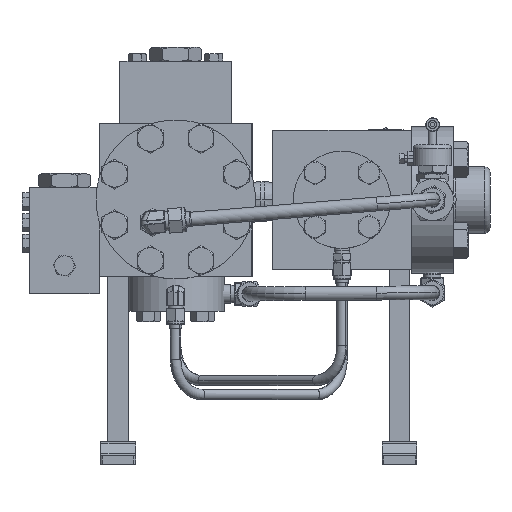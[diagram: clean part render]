
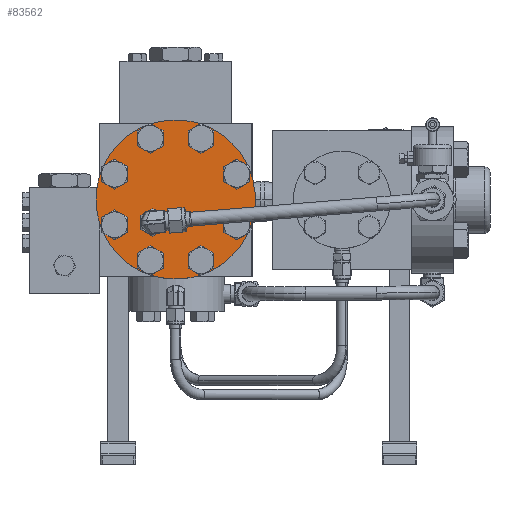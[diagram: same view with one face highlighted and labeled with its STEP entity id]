
A CAD part, top view. The second image highlights one B-rep face of the part: STEP entity #83562.
In plain terms, the highlighted planar face has unit normal (0, 0, 1).
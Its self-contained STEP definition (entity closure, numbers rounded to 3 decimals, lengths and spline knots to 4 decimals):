
#11713 = DIRECTION ( 'NONE',  ( 0., 0., -1. ) ) ;
#12673 = DIRECTION ( 'NONE',  ( 0.707, 0.707, 0. ) ) ;
#14334 = PLANE ( 'NONE',  #69554 ) ;
#21893 = DIRECTION ( 'NONE',  ( -0.707, -0.707, 0. ) ) ;
#27480 = AXIS2_PLACEMENT_3D ( 'NONE', #94464, #11713, #79313 ) ;
#32442 = EDGE_LOOP ( 'NONE', ( #66366, #56722 ) ) ;
#34043 = CARTESIAN_POINT ( 'NONE',  ( -5.1491, -2.0241, 10.343 ) ) ;
#46861 = VERTEX_POINT ( 'NONE', #34043 ) ;
#48532 = FACE_OUTER_BOUND ( 'NONE', #32442, .T. ) ;
#53275 = DIRECTION ( 'NONE',  ( 0., 0., 1. ) ) ;
#55825 = AXIS2_PLACEMENT_3D ( 'NONE', #58495, #57872, #12673 ) ;
#56722 = ORIENTED_EDGE ( 'NONE', *, *, #71097, .F. ) ;
#57872 = DIRECTION ( 'NONE',  ( 0., 0., -1. ) ) ;
#58495 = CARTESIAN_POINT ( 'NONE',  ( -3.125, 0., 10.343 ) ) ;
#59829 = CARTESIAN_POINT ( 'NONE',  ( -1.1009, -2.0241, 10.343 ) ) ;
#64384 = CARTESIAN_POINT ( 'NONE',  ( -1.1009, 2.0241, 10.343 ) ) ;
#66366 = ORIENTED_EDGE ( 'NONE', *, *, #77482, .F. ) ;
#69554 = AXIS2_PLACEMENT_3D ( 'NONE', #59829, #53275, #21893 ) ;
#71097 = EDGE_CURVE ( 'NONE', #46861, #92554, #86253, .T. ) ;
#76295 = CIRCLE ( 'NONE', #55825, 2.8625 ) ;
#77482 = EDGE_CURVE ( 'NONE', #92554, #46861, #76295, .T. ) ;
#79313 = DIRECTION ( 'NONE',  ( 0.707, 0.707, 0. ) ) ;
#83562 = ADVANCED_FACE ( 'NONE', ( #48532 ), #14334, .T. ) ;
#86253 = CIRCLE ( 'NONE', #27480, 2.8625 ) ;
#92554 = VERTEX_POINT ( 'NONE', #64384 ) ;
#94464 = CARTESIAN_POINT ( 'NONE',  ( -3.125, 0., 10.343 ) ) ;
